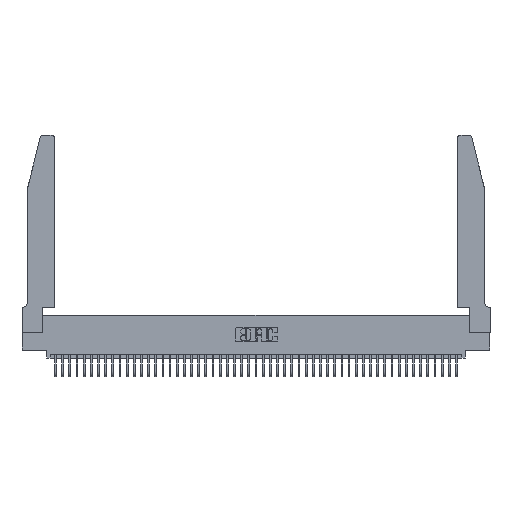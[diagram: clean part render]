
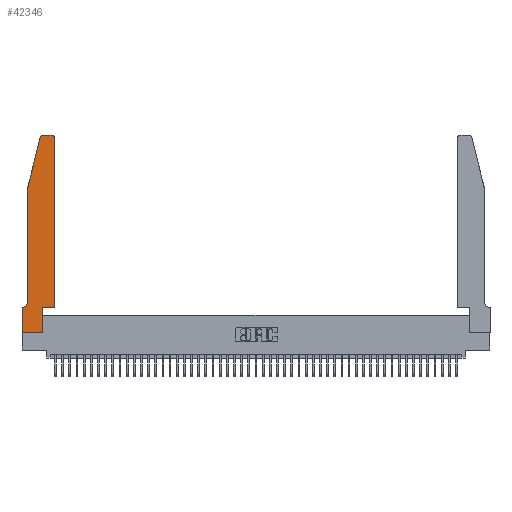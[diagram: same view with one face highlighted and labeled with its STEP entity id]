
A CAD part, top view. The second image highlights one B-rep face of the part: STEP entity #42346.
In plain terms, the highlighted planar face has unit normal (0, 0, 1).
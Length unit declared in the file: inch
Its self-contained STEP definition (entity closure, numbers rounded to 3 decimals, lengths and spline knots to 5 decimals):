
#5 = EDGE_CURVE ( 'NONE', #32190, #19607, #28625, .T. ) ;
#199 = CARTESIAN_POINT ( 'NONE',  ( 0.0755, 0.42, 0.37 ) ) ;
#621 = CIRCLE ( 'NONE', #2022, 0.03 ) ;
#956 = CARTESIAN_POINT ( 'NONE',  ( 0.4505, 2.72, 0.37 ) ) ;
#1513 = CARTESIAN_POINT ( 'NONE',  ( 0.0755, 2., 0.37 ) ) ;
#1702 = LINE ( 'NONE', #30147, #38270 ) ;
#2022 = AXIS2_PLACEMENT_3D ( 'NONE', #7584, #32275, #11128 ) ;
#2266 = DIRECTION ( 'NONE',  ( -1., 0., 0. ) ) ;
#3680 = CARTESIAN_POINT ( 'NONE',  ( 0.2865, 0.35, 0.37 ) ) ;
#3684 = ORIENTED_EDGE ( 'NONE', *, *, #13369, .T. ) ;
#4013 = LINE ( 'NONE', #3680, #22844 ) ;
#5079 = DIRECTION ( 'NONE',  ( 0., 1., 0. ) ) ;
#5105 = DIRECTION ( 'NONE',  ( 0., -1., 0. ) ) ;
#5493 = CARTESIAN_POINT ( 'NONE',  ( 0., 0.35, 0.37 ) ) ;
#5620 = ORIENTED_EDGE ( 'NONE', *, *, #26306, .T. ) ;
#5662 = EDGE_CURVE ( 'NONE', #8117, #6528, #42463, .T. ) ;
#6315 = CARTESIAN_POINT ( 'NONE',  ( 0., 0.35, 0.37 ) ) ;
#6528 = VERTEX_POINT ( 'NONE', #11954 ) ;
#6911 = EDGE_CURVE ( 'NONE', #19607, #14982, #26873, .T. ) ;
#7584 = CARTESIAN_POINT ( 'NONE',  ( 0.284, 2.72, 0.37 ) ) ;
#7643 = VERTEX_POINT ( 'NONE', #25159 ) ;
#7934 = CARTESIAN_POINT ( 'NONE',  ( 0., 0., 0.37 ) ) ;
#8117 = VERTEX_POINT ( 'NONE', #35941 ) ;
#8913 = AXIS2_PLACEMENT_3D ( 'NONE', #9971, #34676, #13521 ) ;
#9221 = EDGE_CURVE ( 'NONE', #14982, #7643, #4013, .T. ) ;
#9468 = EDGE_CURVE ( 'NONE', #20572, #27284, #16697, .T. ) ;
#9689 = ORIENTED_EDGE ( 'NONE', *, *, #40039, .T. ) ;
#9885 = DIRECTION ( 'NONE',  ( 1., 0., 0. ) ) ;
#9894 = CARTESIAN_POINT ( 'NONE',  ( 0.0755, 2., 0.37 ) ) ;
#9971 = CARTESIAN_POINT ( 'NONE',  ( 0.4205, 2.72, 0.37 ) ) ;
#11128 = DIRECTION ( 'NONE',  ( 1., 0., 0. ) ) ;
#11852 = CARTESIAN_POINT ( 'NONE',  ( 0.0055, 0.35, 0.37 ) ) ;
#11954 = CARTESIAN_POINT ( 'NONE',  ( 0.0755, 2., 0.37 ) ) ;
#12702 = CIRCLE ( 'NONE', #36806, 0.07 ) ;
#12946 = VERTEX_POINT ( 'NONE', #199 ) ;
#13369 = EDGE_CURVE ( 'NONE', #33201, #20032, #37369, .T. ) ;
#13442 = DIRECTION ( 'NONE',  ( -0.239, -0.971, 0. ) ) ;
#13521 = DIRECTION ( 'NONE',  ( 1., 0., 0. ) ) ;
#13730 = AXIS2_PLACEMENT_3D ( 'NONE', #6315, #31029, #9885 ) ;
#14282 = VECTOR ( 'NONE', #13442, 39.37008 ) ;
#14982 = VERTEX_POINT ( 'NONE', #24570 ) ;
#15077 = EDGE_CURVE ( 'NONE', #20032, #8117, #621, .T. ) ;
#15111 = VECTOR ( 'NONE', #5105, 39.37008 ) ;
#15546 = VECTOR ( 'NONE', #16639, 39.37008 ) ;
#15557 = VECTOR ( 'NONE', #5079, 39.37008 ) ;
#16171 = EDGE_CURVE ( 'NONE', #27284, #33201, #18407, .T. ) ;
#16324 = CARTESIAN_POINT ( 'NONE',  ( 0.0055, 0.42, 0.37 ) ) ;
#16639 = DIRECTION ( 'NONE',  ( 1., 0., 0. ) ) ;
#16697 = LINE ( 'NONE', #22692, #15557 ) ;
#17475 = VECTOR ( 'NONE', #42349, 39.37008 ) ;
#18407 = CIRCLE ( 'NONE', #8913, 0.03 ) ;
#19219 = VECTOR ( 'NONE', #29113, 39.37008 ) ;
#19607 = VERTEX_POINT ( 'NONE', #33381 ) ;
#19638 = DIRECTION ( 'NONE',  ( -1., 0., 0. ) ) ;
#19893 = DIRECTION ( 'NONE',  ( -1., 0., 0. ) ) ;
#20032 = VERTEX_POINT ( 'NONE', #35379 ) ;
#20392 = ORIENTED_EDGE ( 'NONE', *, *, #15077, .T. ) ;
#20572 = VERTEX_POINT ( 'NONE', #21726 ) ;
#21206 = CARTESIAN_POINT ( 'NONE',  ( 0., 0., 0.37 ) ) ;
#21726 = CARTESIAN_POINT ( 'NONE',  ( 0.4505, 0.35, 0.37 ) ) ;
#22293 = VERTEX_POINT ( 'NONE', #11852 ) ;
#22692 = CARTESIAN_POINT ( 'NONE',  ( 0.4505, 0.35, 0.37 ) ) ;
#22738 = LINE ( 'NONE', #37819, #15546 ) ;
#22844 = VECTOR ( 'NONE', #31982, 39.37008 ) ;
#24570 = CARTESIAN_POINT ( 'NONE',  ( 0.2865, 0., 0.37 ) ) ;
#25159 = CARTESIAN_POINT ( 'NONE',  ( 0.2865, 0.35, 0.37 ) ) ;
#25298 = ORIENTED_EDGE ( 'NONE', *, *, #5, .T. ) ;
#26256 = CARTESIAN_POINT ( 'NONE',  ( 0.2605, 2.75, 0.37 ) ) ;
#26306 = EDGE_CURVE ( 'NONE', #6528, #12946, #33932, .T. ) ;
#26365 = ORIENTED_EDGE ( 'NONE', *, *, #16171, .T. ) ;
#26873 = LINE ( 'NONE', #21206, #17475 ) ;
#27284 = VERTEX_POINT ( 'NONE', #956 ) ;
#27972 = VECTOR ( 'NONE', #2266, 39.37008 ) ;
#28625 = LINE ( 'NONE', #7934, #19219 ) ;
#29104 = ORIENTED_EDGE ( 'NONE', *, *, #6911, .T. ) ;
#29113 = DIRECTION ( 'NONE',  ( 0., -1., 0. ) ) ;
#29496 = ORIENTED_EDGE ( 'NONE', *, *, #9468, .T. ) ;
#29920 = ORIENTED_EDGE ( 'NONE', *, *, #5662, .T. ) ;
#30147 = CARTESIAN_POINT ( 'NONE',  ( 0.0755, 0.35, 0.37 ) ) ;
#31029 = DIRECTION ( 'NONE',  ( 0., 0., 1. ) ) ;
#31352 = EDGE_LOOP ( 'NONE', ( #3684, #20392, #29920, #5620, #38946, #41422, #25298, #29104, #45328, #9689, #29496, #26365 ) ) ;
#31982 = DIRECTION ( 'NONE',  ( 0., 1., 0. ) ) ;
#32190 = VERTEX_POINT ( 'NONE', #5493 ) ;
#32275 = DIRECTION ( 'NONE',  ( 0., 0., 1. ) ) ;
#33201 = VERTEX_POINT ( 'NONE', #37411 ) ;
#33381 = CARTESIAN_POINT ( 'NONE',  ( 0., 0., 0.37 ) ) ;
#33932 = LINE ( 'NONE', #1513, #15111 ) ;
#34197 = FACE_OUTER_BOUND ( 'NONE', #31352, .T. ) ;
#34443 = PLANE ( 'NONE',  #13730 ) ;
#34676 = DIRECTION ( 'NONE',  ( 0., 0., 1. ) ) ;
#35379 = CARTESIAN_POINT ( 'NONE',  ( 0.284, 2.75, 0.37 ) ) ;
#35941 = CARTESIAN_POINT ( 'NONE',  ( 0.25487, 2.72718, 0.37 ) ) ;
#36806 = AXIS2_PLACEMENT_3D ( 'NONE', #16324, #41056, #19893 ) ;
#37369 = LINE ( 'NONE', #26256, #27972 ) ;
#37411 = CARTESIAN_POINT ( 'NONE',  ( 0.4205, 2.75, 0.37 ) ) ;
#37819 = CARTESIAN_POINT ( 'NONE',  ( 0.4505, 0.35, 0.37 ) ) ;
#38270 = VECTOR ( 'NONE', #19638, 39.37008 ) ;
#38946 = ORIENTED_EDGE ( 'NONE', *, *, #41816, .T. ) ;
#40039 = EDGE_CURVE ( 'NONE', #7643, #20572, #22738, .T. ) ;
#41056 = DIRECTION ( 'NONE',  ( 0., 0., -1. ) ) ;
#41422 = ORIENTED_EDGE ( 'NONE', *, *, #45247, .T. ) ;
#41816 = EDGE_CURVE ( 'NONE', #12946, #22293, #12702, .T. ) ;
#42346 = ADVANCED_FACE ( 'NONE', ( #34197 ), #34443, .T. ) ;
#42349 = DIRECTION ( 'NONE',  ( 1., 0., 0. ) ) ;
#42463 = LINE ( 'NONE', #9894, #14282 ) ;
#45247 = EDGE_CURVE ( 'NONE', #22293, #32190, #1702, .T. ) ;
#45328 = ORIENTED_EDGE ( 'NONE', *, *, #9221, .T. ) ;
